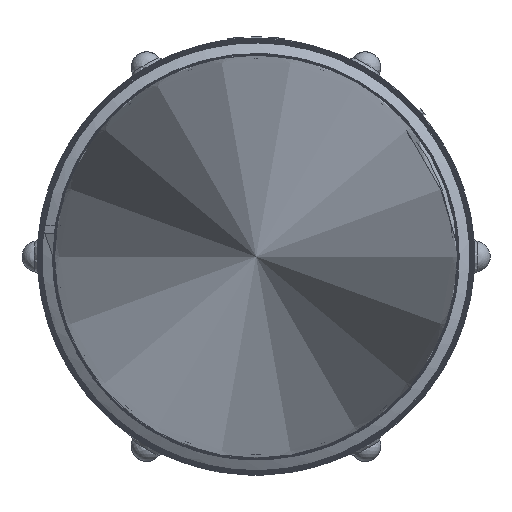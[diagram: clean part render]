
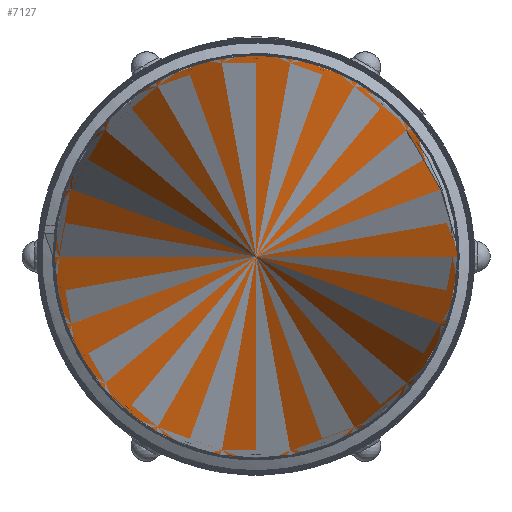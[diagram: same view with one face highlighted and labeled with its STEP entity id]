
A CAD part, left-side view. The second image highlights one B-rep face of the part: STEP entity #7127.
In plain terms, the highlighted conical face has half-angle 1.78 degrees and reference radius 41.447 mm.
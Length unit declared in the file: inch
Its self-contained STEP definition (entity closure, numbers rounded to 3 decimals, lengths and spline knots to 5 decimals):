
#510=FACE_OUTER_BOUND('',#931,.T.);
#931=EDGE_LOOP('',(#4868,#4869,#4870));
#1592=B_SPLINE_CURVE_WITH_KNOTS('',3,(#9703,#9704,#9705,#9706,#9707,#9708,
#9709,#9710,#9711,#9712,#9713,#9714,#9715,#9716,#9717,#9718,#9719),
 .UNSPECIFIED.,.F.,.F.,(4,1,1,1,1,1,1,1,1,1,1,1,1,1,4),(34.55752,
34.82076,35.3182,35.81564,36.31308,36.81051,
37.30795,37.80539,38.30283,38.80027,39.29771,
39.79515,40.29259,40.79003,40.8407),
 .UNSPECIFIED.);
#1978=LINE('',#9700,#2486);
#1979=LINE('',#9702,#2487);
#2486=VECTOR('',#8110,1.63177);
#2487=VECTOR('',#8111,1.63177);
#2998=VERTEX_POINT('',#9698);
#2999=VERTEX_POINT('',#9699);
#3000=VERTEX_POINT('',#9701);
#3745=EDGE_CURVE('',#2998,#2999,#1978,.T.);
#3746=EDGE_CURVE('',#2998,#3000,#1979,.T.);
#3747=EDGE_CURVE('',#3000,#2999,#1592,.T.);
#4868=ORIENTED_EDGE('',*,*,#3745,.F.);
#4869=ORIENTED_EDGE('',*,*,#3746,.T.);
#4870=ORIENTED_EDGE('',*,*,#3747,.T.);
#7103=CONICAL_SURFACE('',#7598,1.63177,0.031);
#7127=ADVANCED_FACE('',(#510),#7103,.T.);
#7598=AXIS2_PLACEMENT_3D('',#9697,#8108,#8109);
#8108=DIRECTION('center_axis',(1.,0.,0.));
#8109=DIRECTION('ref_axis',(0.,1.,0.));
#8110=DIRECTION('',(1.,-0.031,0.));
#8111=DIRECTION('',(-1.,0.031,0.));
#9697=CARTESIAN_POINT('Origin',(-1.38,0.,0.));
#9698=CARTESIAN_POINT('',(-1.1575,-1.63868,0.));
#9699=CARTESIAN_POINT('',(-1.04151,-1.64229,0.));
#9700=CARTESIAN_POINT('',(-1.38,-1.63177,0.));
#9701=CARTESIAN_POINT('',(-1.16651,-1.6384,0.));
#9702=CARTESIAN_POINT('',(-1.38,-1.63177,0.));
#9703=CARTESIAN_POINT('Ctrl Pts',(-1.16651,-1.63827,0.00001));
#9704=CARTESIAN_POINT('Ctrl Pts',(-1.16476,-1.6383,-0.14379));
#9705=CARTESIAN_POINT('Ctrl Pts',(-1.15972,-1.58428,-0.55937));
#9706=CARTESIAN_POINT('Ctrl Pts',(-1.15138,-1.23727,-1.17749));
#9707=CARTESIAN_POINT('Ctrl Pts',(-1.14148,-0.52555,
-1.62548));
#9708=CARTESIAN_POINT('Ctrl Pts',(-1.13158,0.31385,-1.67958));
#9709=CARTESIAN_POINT('Ctrl Pts',(-1.12169,1.07747,-1.32652));
#9710=CARTESIAN_POINT('Ctrl Pts',(-1.11179,1.58017,-0.65173));
#9711=CARTESIAN_POINT('Ctrl Pts',(-1.10189,1.69997,0.18131));
#9712=CARTESIAN_POINT('Ctrl Pts',(-1.092,1.4077,0.9707));
#9713=CARTESIAN_POINT('Ctrl Pts',(-1.0821,0.77404,1.52507));
#9714=CARTESIAN_POINT('Ctrl Pts',(-1.07221,-0.0475,
1.70992));
#9715=CARTESIAN_POINT('Ctrl Pts',(-1.06231,-0.85784,
1.4803));
#9716=CARTESIAN_POINT('Ctrl Pts',(-1.05241,-1.46051,0.89172));
#9717=CARTESIAN_POINT('Ctrl Pts',(-1.04548,-1.63484,0.32774));
#9718=CARTESIAN_POINT('Ctrl Pts',(-1.04185,-1.6424,0.02776));
#9719=CARTESIAN_POINT('Ctrl Pts',(-1.04151,-1.64239,0.00003));
